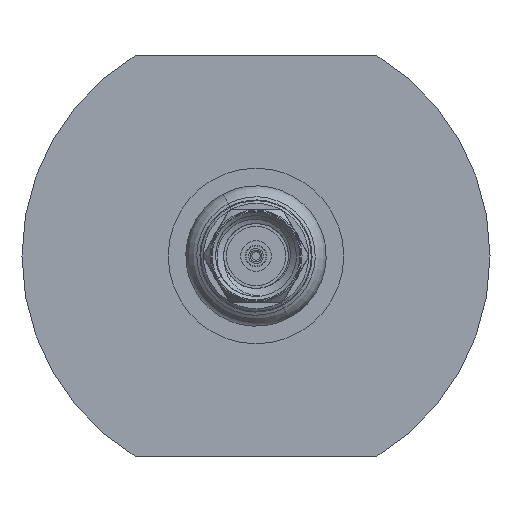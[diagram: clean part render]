
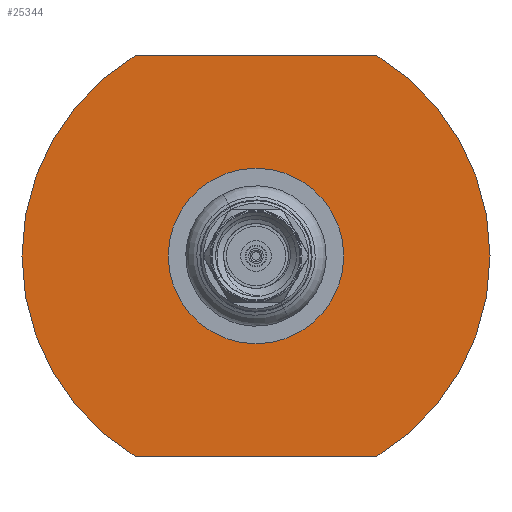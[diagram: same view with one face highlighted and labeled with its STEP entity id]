
A CAD part, left-side view. The second image highlights one B-rep face of the part: STEP entity #25344.
In plain terms, the highlighted face is planar.
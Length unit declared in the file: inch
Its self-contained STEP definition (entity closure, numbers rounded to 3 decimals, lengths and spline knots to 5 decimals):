
#927 = EDGE_CURVE ( 'NONE', #26939, #13285, #2355, .T. ) ;
#1080 = CARTESIAN_POINT ( 'NONE',  ( 0.84849, 0., 0. ) ) ;
#1858 = CIRCLE ( 'NONE', #11620, 0.4 ) ;
#2251 = DIRECTION ( 'NONE',  ( 0., 0., 1. ) ) ;
#2355 = CIRCLE ( 'NONE', #21892, 0.15 ) ;
#2418 = EDGE_CURVE ( 'NONE', #10649, #25030, #1858, .T. ) ;
#2562 = DIRECTION ( 'NONE',  ( 0., 0., 1. ) ) ;
#2966 = CARTESIAN_POINT ( 'NONE',  ( 0.84849, 0., 0. ) ) ;
#3075 = CIRCLE ( 'NONE', #4402, 0.15 ) ;
#3147 = DIRECTION ( 'NONE',  ( -1., 0., 0. ) ) ;
#4402 = AXIS2_PLACEMENT_3D ( 'NONE', #25642, #8774, #2251 ) ;
#4832 = VECTOR ( 'NONE', #19195, 39.37008 ) ;
#5064 = DIRECTION ( 'NONE',  ( 0., 0., 1. ) ) ;
#7156 = CARTESIAN_POINT ( 'NONE',  ( 0.84849, 0., 0. ) ) ;
#7530 = CARTESIAN_POINT ( 'NONE',  ( 0.84849, 0., -0.15 ) ) ;
#8070 = CARTESIAN_POINT ( 'NONE',  ( 0.84849, 0.20496, 0.3435 ) ) ;
#8650 = EDGE_CURVE ( 'NONE', #18764, #8866, #10905, .T. ) ;
#8689 = ORIENTED_EDGE ( 'NONE', *, *, #927, .T. ) ;
#8774 = DIRECTION ( 'NONE',  ( -1., 0., 0. ) ) ;
#8866 = VERTEX_POINT ( 'NONE', #13967 ) ;
#9508 = DIRECTION ( 'NONE',  ( -1., 0., 0. ) ) ;
#9923 = EDGE_CURVE ( 'NONE', #8866, #10649, #12742, .T. ) ;
#10649 = VERTEX_POINT ( 'NONE', #18433 ) ;
#10905 = CIRCLE ( 'NONE', #19392, 0.4 ) ;
#11620 = AXIS2_PLACEMENT_3D ( 'NONE', #2966, #22172, #2562 ) ;
#12742 = LINE ( 'NONE', #19310, #14046 ) ;
#12960 = AXIS2_PLACEMENT_3D ( 'NONE', #25230, #27333, #27190 ) ;
#13021 = DIRECTION ( 'NONE',  ( 0., -1., 0. ) ) ;
#13285 = VERTEX_POINT ( 'NONE', #24581 ) ;
#13286 = ORIENTED_EDGE ( 'NONE', *, *, #15683, .T. ) ;
#13967 = CARTESIAN_POINT ( 'NONE',  ( 0.84849, 0.20496, -0.3435 ) ) ;
#14046 = VECTOR ( 'NONE', #13021, 39.37008 ) ;
#14355 = PLANE ( 'NONE',  #12960 ) ;
#15213 = EDGE_CURVE ( 'NONE', #25030, #18764, #25608, .T. ) ;
#15683 = EDGE_CURVE ( 'NONE', #13285, #26939, #3075, .T. ) ;
#18433 = CARTESIAN_POINT ( 'NONE',  ( 0.84849, -0.20496, -0.3435 ) ) ;
#18448 = DIRECTION ( 'NONE',  ( 0., 0., 1. ) ) ;
#18677 = FACE_BOUND ( 'NONE', #20251, .T. ) ;
#18764 = VERTEX_POINT ( 'NONE', #8070 ) ;
#18819 = FACE_OUTER_BOUND ( 'NONE', #21861, .T. ) ;
#19047 = CARTESIAN_POINT ( 'NONE',  ( 0.84849, 0.4, 0.3435 ) ) ;
#19139 = CARTESIAN_POINT ( 'NONE',  ( 0.84849, -0.20496, 0.3435 ) ) ;
#19195 = DIRECTION ( 'NONE',  ( 0., 1., 0. ) ) ;
#19310 = CARTESIAN_POINT ( 'NONE',  ( 0.84849, 0.4, -0.3435 ) ) ;
#19392 = AXIS2_PLACEMENT_3D ( 'NONE', #7156, #9508, #5064 ) ;
#19732 = ORIENTED_EDGE ( 'NONE', *, *, #8650, .F. ) ;
#20251 = EDGE_LOOP ( 'NONE', ( #13286, #8689 ) ) ;
#20642 = ORIENTED_EDGE ( 'NONE', *, *, #9923, .F. ) ;
#21861 = EDGE_LOOP ( 'NONE', ( #22072, #27113, #20642, #19732 ) ) ;
#21892 = AXIS2_PLACEMENT_3D ( 'NONE', #1080, #3147, #18448 ) ;
#22072 = ORIENTED_EDGE ( 'NONE', *, *, #15213, .F. ) ;
#22172 = DIRECTION ( 'NONE',  ( -1., 0., 0. ) ) ;
#24581 = CARTESIAN_POINT ( 'NONE',  ( 0.84849, 0., 0.15 ) ) ;
#25030 = VERTEX_POINT ( 'NONE', #19139 ) ;
#25230 = CARTESIAN_POINT ( 'NONE',  ( 0.84849, 0.4, 0. ) ) ;
#25344 = ADVANCED_FACE ( 'NONE', ( #18677, #18819 ), #14355, .F. ) ;
#25608 = LINE ( 'NONE', #19047, #4832 ) ;
#25642 = CARTESIAN_POINT ( 'NONE',  ( 0.84849, 0., 0. ) ) ;
#26939 = VERTEX_POINT ( 'NONE', #7530 ) ;
#27113 = ORIENTED_EDGE ( 'NONE', *, *, #2418, .F. ) ;
#27190 = DIRECTION ( 'NONE',  ( 0., 0., 1. ) ) ;
#27333 = DIRECTION ( 'NONE',  ( -1., 0., 0. ) ) ;
